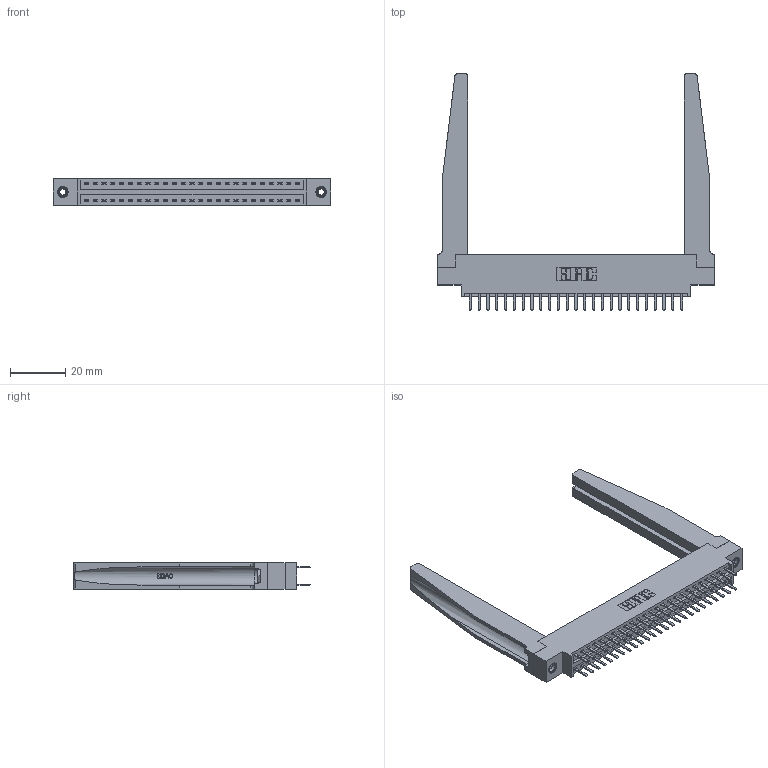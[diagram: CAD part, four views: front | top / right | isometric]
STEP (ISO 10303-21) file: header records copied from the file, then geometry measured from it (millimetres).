
FILE_DESCRIPTION (( 'STEP AP203' ), '1' );
FILE_NAME ('346-050-520-878.STEP', '2022-05-20T22:47:14', ( '' ), ( '' ), 'SwSTEP 2.0', 'SolidWorks 2020', '' );
FILE_SCHEMA (( 'CONFIG_CONTROL_DESIGN' ));
Length unit declared in the file: inch
Products named in the file (5): 346-220-078_345-220-078; 345-292-001_345-293-120; 345-250-001_345-250-001-102; 346 Part_0.170 Offset - 0.156 Dia-TH; 346-050-520-878
Assembly tree (55 placements, depth 2):
  346-050-520-878
    346 Part_0.170 Offset - 0.156 Dia-TH
    345-292-001_345-293-120  x50
    346-220-078_345-220-078  x2
    345-250-001_345-250-001-102  x2
Bounding box: 99.95 x 85.29 x 9.4 mm (x, y, z)
Volume: 16328.4 mm3; surface area: 19380.8 mm2
Topology: 55 solids, 55 shells, 3174 faces, 9135 edges, 5946 vertices
Faces by surface type: plane 2086, cylinder 1036, bspline 36, cone 12, torus 4
Entity records: 24014 total; most frequent: CARTESIAN_POINT 4937, ORIENTED_EDGE 3746, DIRECTION 3375, EDGE_CURVE 1873, LINE 1543, VECTOR 1543, VERTEX_POINT 1240, AXIS2_PLACEMENT_3D 916
